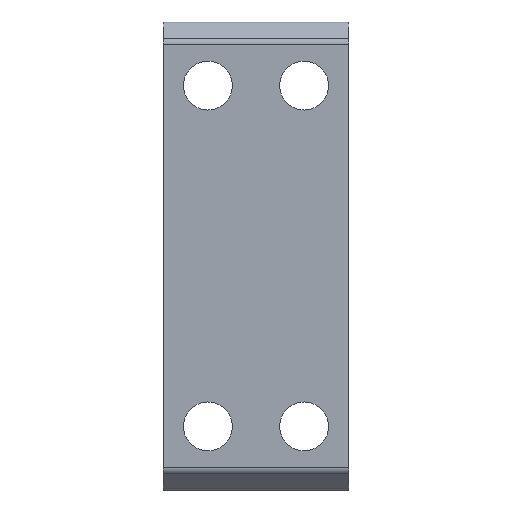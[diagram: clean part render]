
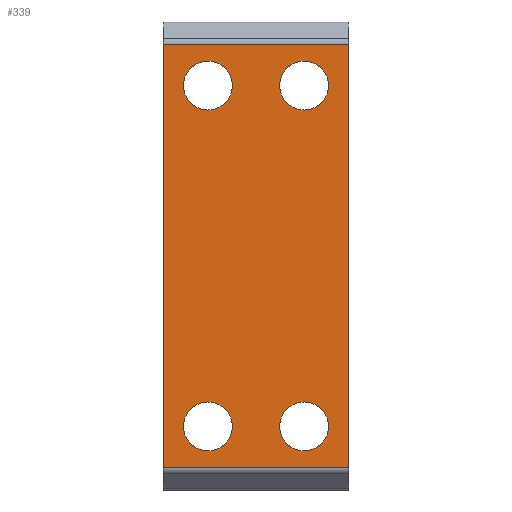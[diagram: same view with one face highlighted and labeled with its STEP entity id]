
A CAD part, front view. The second image highlights one B-rep face of the part: STEP entity #339.
In plain terms, the highlighted planar face has unit normal (0, -1, 0).
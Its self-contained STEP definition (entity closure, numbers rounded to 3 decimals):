
#17=FACE_BOUND('',#55,.T.);
#18=FACE_BOUND('',#56,.T.);
#19=FACE_BOUND('',#57,.T.);
#20=FACE_BOUND('',#58,.T.);
#25=PLANE('',#382);
#34=FACE_OUTER_BOUND('',#54,.T.);
#54=EDGE_LOOP('',(#254,#255,#256,#257));
#55=EDGE_LOOP('',(#258));
#56=EDGE_LOOP('',(#259));
#57=EDGE_LOOP('',(#260));
#58=EDGE_LOOP('',(#261));
#80=LINE('',#541,#106);
#83=LINE('',#559,#109);
#85=LINE('',#563,#111);
#86=LINE('',#564,#112);
#106=VECTOR('',#431,10.);
#109=VECTOR('',#448,10.);
#111=VECTOR('',#452,10.);
#112=VECTOR('',#453,10.);
#137=CIRCLE('',#383,3.3);
#138=CIRCLE('',#384,3.3);
#139=CIRCLE('',#385,3.3);
#140=CIRCLE('',#386,3.3);
#157=VERTEX_POINT('',#538);
#158=VERTEX_POINT('',#540);
#166=VERTEX_POINT('',#557);
#167=VERTEX_POINT('',#562);
#168=VERTEX_POINT('',#565);
#169=VERTEX_POINT('',#567);
#170=VERTEX_POINT('',#569);
#171=VERTEX_POINT('',#571);
#191=EDGE_CURVE('',#158,#157,#80,.T.);
#200=EDGE_CURVE('',#166,#157,#83,.T.);
#202=EDGE_CURVE('',#166,#167,#85,.T.);
#203=EDGE_CURVE('',#158,#167,#86,.T.);
#204=EDGE_CURVE('',#168,#168,#137,.T.);
#205=EDGE_CURVE('',#169,#169,#138,.T.);
#206=EDGE_CURVE('',#170,#170,#139,.T.);
#207=EDGE_CURVE('',#171,#171,#140,.T.);
#254=ORIENTED_EDGE('',*,*,#200,.F.);
#255=ORIENTED_EDGE('',*,*,#202,.T.);
#256=ORIENTED_EDGE('',*,*,#203,.F.);
#257=ORIENTED_EDGE('',*,*,#191,.T.);
#258=ORIENTED_EDGE('',*,*,#204,.T.);
#259=ORIENTED_EDGE('',*,*,#205,.T.);
#260=ORIENTED_EDGE('',*,*,#206,.T.);
#261=ORIENTED_EDGE('',*,*,#207,.T.);
#339=ADVANCED_FACE('',(#34,#17,#18,#19,#20),#25,.T.);
#382=AXIS2_PLACEMENT_3D('',#561,#450,#451);
#383=AXIS2_PLACEMENT_3D('',#566,#454,#455);
#384=AXIS2_PLACEMENT_3D('',#568,#456,#457);
#385=AXIS2_PLACEMENT_3D('',#570,#458,#459);
#386=AXIS2_PLACEMENT_3D('',#572,#460,#461);
#431=DIRECTION('',(0.,0.,-1.));
#448=DIRECTION('',(-1.,0.,0.));
#450=DIRECTION('center_axis',(0.,-1.,0.));
#451=DIRECTION('ref_axis',(0.,0.,-1.));
#452=DIRECTION('',(0.,0.,1.));
#453=DIRECTION('',(1.,0.,0.));
#454=DIRECTION('center_axis',(0.,1.,0.));
#455=DIRECTION('ref_axis',(0.,0.,-1.));
#456=DIRECTION('center_axis',(0.,1.,0.));
#457=DIRECTION('ref_axis',(0.,0.,-1.));
#458=DIRECTION('center_axis',(0.,1.,0.));
#459=DIRECTION('ref_axis',(0.,0.,-1.));
#460=DIRECTION('center_axis',(0.,1.,0.));
#461=DIRECTION('ref_axis',(0.,0.,-1.));
#538=CARTESIAN_POINT('',(227.,-34.704,221.414));
#540=CARTESIAN_POINT('',(227.,-34.704,278.586));
#541=CARTESIAN_POINT('',(227.,-34.704,279.));
#557=CARTESIAN_POINT('',(252.,-34.704,221.414));
#559=CARTESIAN_POINT('',(227.,-34.704,221.414));
#561=CARTESIAN_POINT('Origin',(227.,-34.704,279.));
#562=CARTESIAN_POINT('',(252.,-34.704,278.586));
#563=CARTESIAN_POINT('',(252.,-34.704,264.5));
#564=CARTESIAN_POINT('',(227.,-34.704,278.586));
#565=CARTESIAN_POINT('',(233.,-34.704,276.3));
#566=CARTESIAN_POINT('Origin',(233.,-34.704,273.));
#567=CARTESIAN_POINT('',(233.,-34.704,230.3));
#568=CARTESIAN_POINT('Origin',(233.,-34.704,227.));
#569=CARTESIAN_POINT('',(246.,-34.704,230.3));
#570=CARTESIAN_POINT('Origin',(246.,-34.704,227.));
#571=CARTESIAN_POINT('',(246.,-34.704,276.3));
#572=CARTESIAN_POINT('Origin',(246.,-34.704,273.));
